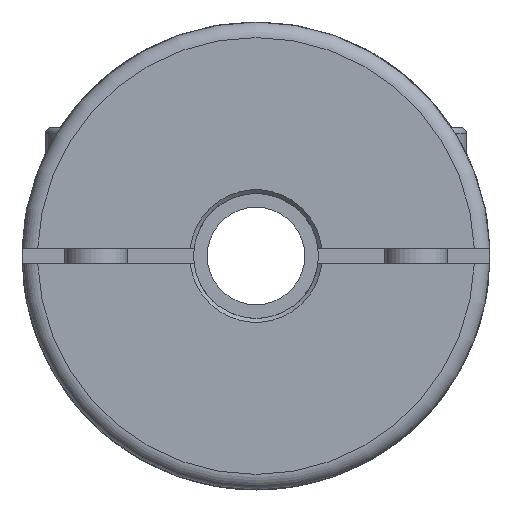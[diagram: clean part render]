
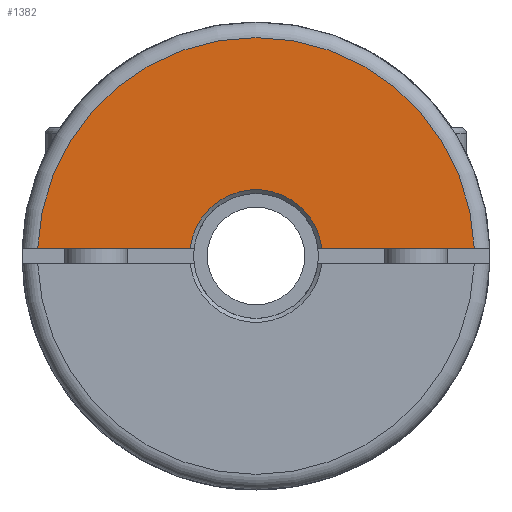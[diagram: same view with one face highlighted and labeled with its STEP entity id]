
A CAD part, left-side view. The second image highlights one B-rep face of the part: STEP entity #1382.
In plain terms, the highlighted planar face has unit normal (-1, 0, 0).
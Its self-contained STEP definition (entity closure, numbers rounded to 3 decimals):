
#1382 = ADVANCED_FACE( '', ( #2957 ), #2958, .T. );
#2957 = FACE_OUTER_BOUND( '', #4604, .T. );
#2958 = PLANE( '', #4605 );
#4604 = EDGE_LOOP( '', ( #8744, #8745, #8746, #8747 ) );
#4605 = AXIS2_PLACEMENT_3D( '', #8748, #8749, #8750 );
#8744 = ORIENTED_EDGE( '', *, *, #10589, .F. );
#8745 = ORIENTED_EDGE( '', *, *, #10911, .T. );
#8746 = ORIENTED_EDGE( '', *, *, #10912, .F. );
#8747 = ORIENTED_EDGE( '', *, *, #10350, .T. );
#8748 = CARTESIAN_POINT( '', ( 0., 0., 6. ) );
#8749 = DIRECTION( '', ( -1., 0., 0. ) );
#8750 = DIRECTION( '', ( 0., 0., 1. ) );
#10350 = EDGE_CURVE( '', #12745, #12749, #12751, .T. );
#10589 = EDGE_CURVE( '', #13064, #12749, #13066, .T. );
#10911 = EDGE_CURVE( '', #13064, #13462, #13463, .T. );
#10912 = EDGE_CURVE( '', #12745, #13462, #13464, .T. );
#12745 = VERTEX_POINT( '', #17034 );
#12749 = VERTEX_POINT( '', #17051 );
#12751 = CIRCLE( '', #17066, 28. );
#13064 = VERTEX_POINT( '', #17604 );
#13066 = LINE( '', #17606, #17607 );
#13462 = VERTEX_POINT( '', #18524 );
#13463 = CIRCLE( '', #18525, 8.5 );
#13464 = LINE( '', #18526, #18527 );
#17034 = CARTESIAN_POINT( '', ( 0., -27.982, 1. ) );
#17051 = CARTESIAN_POINT( '', ( 0., 27.982, 1. ) );
#17066 = AXIS2_PLACEMENT_3D( '', #20264, #20265, #20266 );
#17604 = CARTESIAN_POINT( '', ( 0., 8.441, 1. ) );
#17606 = CARTESIAN_POINT( '', ( 0., 0., 1. ) );
#17607 = VECTOR( '', #20571, 1000. );
#18524 = CARTESIAN_POINT( '', ( 0., -8.441, 1. ) );
#18525 = AXIS2_PLACEMENT_3D( '', #20869, #20870, #20871 );
#18526 = CARTESIAN_POINT( '', ( 0., 0., 1. ) );
#18527 = VECTOR( '', #20872, 1000. );
#20264 = CARTESIAN_POINT( '', ( 0., 0., 0. ) );
#20265 = DIRECTION( '', ( -1., 0., 0. ) );
#20266 = DIRECTION( '', ( 0., 0., 1. ) );
#20571 = DIRECTION( '', ( 0., 1., 0. ) );
#20869 = CARTESIAN_POINT( '', ( 0., 0., 0. ) );
#20870 = DIRECTION( '', ( 1., 0., 0. ) );
#20871 = DIRECTION( '', ( 0., 0., 1. ) );
#20872 = DIRECTION( '', ( 0., 1., 0. ) );
